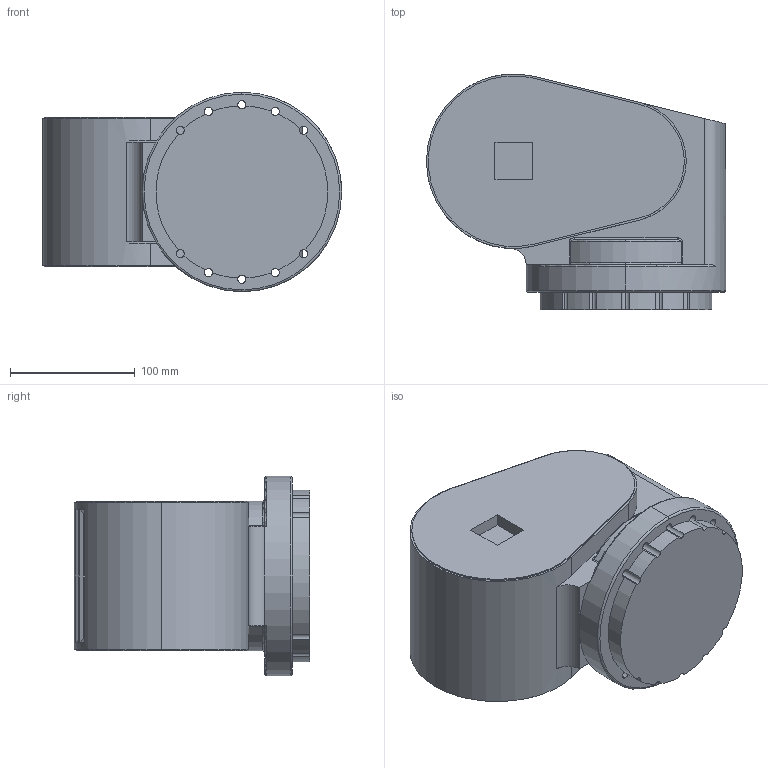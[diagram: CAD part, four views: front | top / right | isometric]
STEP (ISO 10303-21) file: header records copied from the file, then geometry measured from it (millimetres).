
FILE_DESCRIPTION (( 'STEP AP214' ), '1' );
FILE_NAME ('Joint_1.STEP', '2024-07-02T05:36:14', ( '' ), ( '' ), 'SwSTEP 2.0', 'SolidWorks 2022', '' );
FILE_SCHEMA (( 'AUTOMOTIVE_DESIGN' ));
Length unit declared in the file: millimetre
Products named in the file (1): Joint_1
Bounding box: 240 x 188.79 x 160 mm (x, y, z)
Volume: 3683184.9 mm3; surface area: 194432.4 mm2
Topology: 1 solids, 1 shells, 190 faces, 504 edges, 324 vertices
Faces by surface type: cylinder 80, plane 71, torus 31, cone 4, bspline 4
Entity records: 6405 total; most frequent: CARTESIAN_POINT 1483, DIRECTION 1085, ORIENTED_EDGE 1008, EDGE_CURVE 504, AXIS2_PLACEMENT_3D 434, VERTEX_POINT 324, CIRCLE 247, EDGE_LOOP 218
